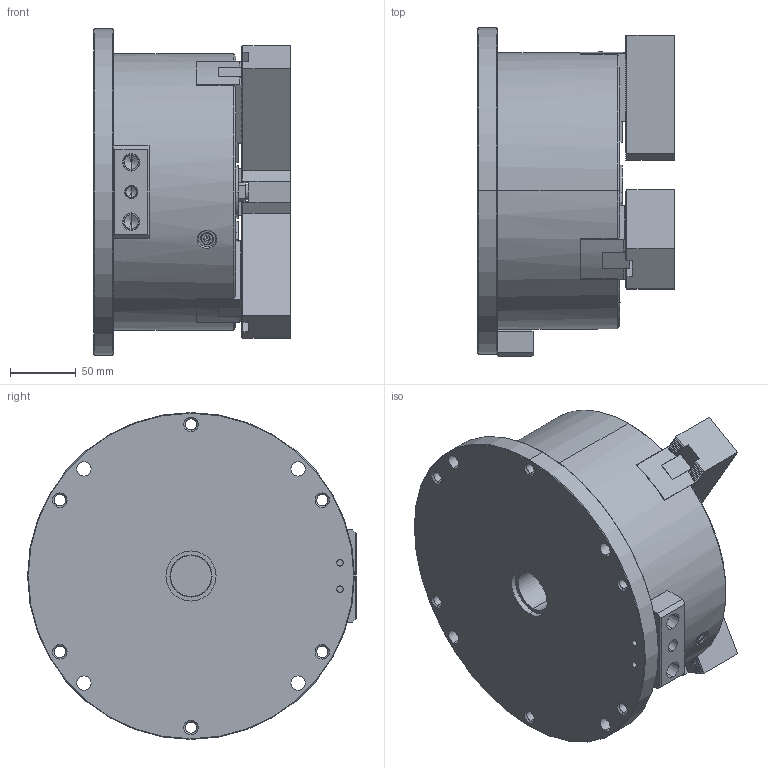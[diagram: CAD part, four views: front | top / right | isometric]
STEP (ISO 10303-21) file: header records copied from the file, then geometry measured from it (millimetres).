
FILE_DESCRIPTION (( 'STEP AP203' ), '1' );
FILE_NAME ('CF-SP-308.STEP', '2022-07-12T05:19:58', ( '' ), ( '' ), 'SwSTEP 2.0', 'SolidWorks 2020', '' );
FILE_SCHEMA (( 'CONFIG_CONTROL_DESIGN' ));
Length unit declared in the file: millimetre
Products named in the file (16): CF-SU-308-07000; 圓頭內六角螺栓_M12x30; CF-SP-308-01010; CF-3H-208-04000(T型塊); 油管塞頭_PT 1_8; CF-SP-308-03010; SJ-08; CF-SP-308; CF-SP-308-06010; M6黃油嘴; CF-SP-308-07010; 錐平頭六角孔螺栓_M3x6; CF-SP-308-08000; 圓頭內六角螺栓_M5x10; CF-SP-308-09000; 圓頭內六角螺栓_M6x30
Assembly tree (36 placements, depth 2):
  CF-SP-308
    CF-SP-308-01010
    CF-SP-308-03010  x3
    CF-SP-308-06010
    CF-SP-308-07010
    CF-SP-308-08000
    CF-SP-308-09000  x3
    CF-SU-308-07000
    CF-3H-208-04000(T型塊)  x3
    SJ-08  x3
    M6黃油嘴
    錐平頭六角孔螺栓_M3x6  x6
    圓頭內六角螺栓_M5x10  x3
    圓頭內六角螺栓_M6x30  x2
    圓頭內六角螺栓_M12x30  x6
    油管塞頭_PT 1_8
Bounding box: 149.25 x 249.5 x 248 mm (x, y, z)
Volume: 4167758.7 mm3; surface area: 465332.6 mm2
Topology: 37 solids, 37 shells, 3432 faces, 9688 edges, 6320 vertices
Faces by surface type: plane 2352, cylinder 834, cone 232, torus 8, sphere 6
Entity records: 43667 total; most frequent: CARTESIAN_POINT 8849, ORIENTED_EDGE 7170, DIRECTION 6340, EDGE_CURVE 3585, LINE 2602, VECTOR 2602, VERTEX_POINT 2346, AXIS2_PLACEMENT_3D 1869
